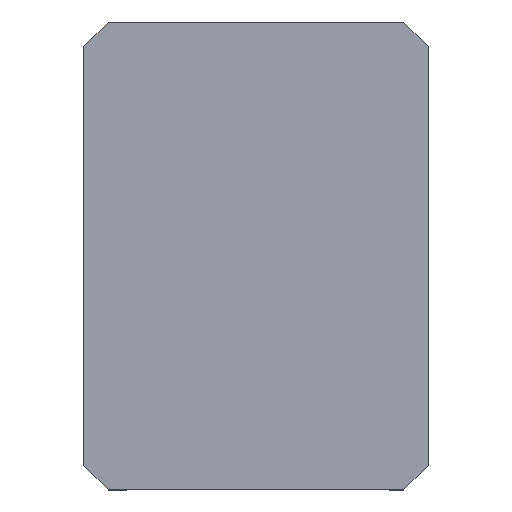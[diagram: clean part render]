
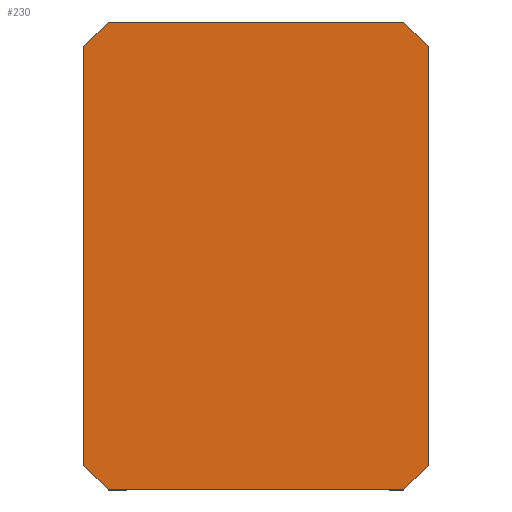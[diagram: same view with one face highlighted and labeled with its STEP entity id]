
A CAD part, top view. The second image highlights one B-rep face of the part: STEP entity #230.
In plain terms, the highlighted planar face has unit normal (0, 0, 1).
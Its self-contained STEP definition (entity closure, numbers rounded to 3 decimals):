
#199=AXIS2_PLACEMENT_3D('Plane Axis2P3D',#196,#197,#198) ;
#37=CARTESIAN_POINT('Line Origine',(32.5,45.,21.95)) ;
#41=CARTESIAN_POINT('Vertex',(30.,47.5,21.95)) ;
#43=CARTESIAN_POINT('Vertex',(35.,42.5,21.95)) ;
#83=CARTESIAN_POINT('Vertex',(-30.,47.5,21.95)) ;
#86=CARTESIAN_POINT('Line Origine',(0.,47.5,21.95)) ;
#119=CARTESIAN_POINT('Vertex',(-35.,42.5,21.95)) ;
#122=CARTESIAN_POINT('Line Origine',(-32.5,45.,21.95)) ;
#145=CARTESIAN_POINT('Vertex',(35.,-42.5,21.95)) ;
#153=CARTESIAN_POINT('Line Origine',(35.,0.,21.95)) ;
#176=CARTESIAN_POINT('Vertex',(30.,-47.5,21.95)) ;
#184=CARTESIAN_POINT('Line Origine',(32.5,-45.,21.95)) ;
#196=CARTESIAN_POINT('Axis2P3D Location',(0.,0.,21.95)) ;
#201=CARTESIAN_POINT('Line Origine',(0.,-47.5,21.95)) ;
#205=CARTESIAN_POINT('Vertex',(-30.,-47.5,21.95)) ;
#208=CARTESIAN_POINT('Line Origine',(-35.,0.,21.95)) ;
#212=CARTESIAN_POINT('Vertex',(-35.,-42.5,21.95)) ;
#215=CARTESIAN_POINT('Line Origine',(-32.5,-45.,21.95)) ;
#38=DIRECTION('Vector Direction',(0.707,-0.707,0.)) ;
#87=DIRECTION('Vector Direction',(1.,0.,0.)) ;
#123=DIRECTION('Vector Direction',(-0.707,-0.707,0.)) ;
#154=DIRECTION('Vector Direction',(0.,-1.,0.)) ;
#185=DIRECTION('Vector Direction',(0.707,0.707,0.)) ;
#197=DIRECTION('Axis2P3D Direction',(0.,0.,1.)) ;
#198=DIRECTION('Axis2P3D XDirection',(1.,0.,0.)) ;
#202=DIRECTION('Vector Direction',(-1.,0.,0.)) ;
#209=DIRECTION('Vector Direction',(0.,1.,0.)) ;
#216=DIRECTION('Vector Direction',(0.707,-0.707,0.)) ;
#39=VECTOR('Line Direction',#38,1.) ;
#88=VECTOR('Line Direction',#87,1.) ;
#124=VECTOR('Line Direction',#123,1.) ;
#155=VECTOR('Line Direction',#154,1.) ;
#186=VECTOR('Line Direction',#185,1.) ;
#203=VECTOR('Line Direction',#202,1.) ;
#210=VECTOR('Line Direction',#209,1.) ;
#217=VECTOR('Line Direction',#216,1.) ;
#221=ORIENTED_EDGE('',*,*,#207,.T.) ;
#222=ORIENTED_EDGE('',*,*,#188,.F.) ;
#223=ORIENTED_EDGE('',*,*,#157,.T.) ;
#224=ORIENTED_EDGE('',*,*,#45,.F.) ;
#225=ORIENTED_EDGE('',*,*,#90,.T.) ;
#226=ORIENTED_EDGE('',*,*,#126,.F.) ;
#227=ORIENTED_EDGE('',*,*,#214,.T.) ;
#228=ORIENTED_EDGE('',*,*,#219,.F.) ;
#230=ADVANCED_FACE('PartBody',(#229),#200,.T.) ;
#45=EDGE_CURVE('',#42,#44,#40,.T.) ;
#90=EDGE_CURVE('',#42,#84,#89,.F.) ;
#126=EDGE_CURVE('',#120,#84,#125,.F.) ;
#157=EDGE_CURVE('',#146,#44,#156,.F.) ;
#188=EDGE_CURVE('',#146,#177,#187,.F.) ;
#207=EDGE_CURVE('',#206,#177,#204,.F.) ;
#214=EDGE_CURVE('',#120,#213,#211,.F.) ;
#219=EDGE_CURVE('',#206,#213,#218,.F.) ;
#220=EDGE_LOOP('',(#221,#222,#223,#224,#225,#226,#227,#228)) ;
#229=FACE_OUTER_BOUND('',#220,.T.) ;
#40=LINE('Line',#37,#39) ;
#89=LINE('Line',#86,#88) ;
#125=LINE('Line',#122,#124) ;
#156=LINE('Line',#153,#155) ;
#187=LINE('Line',#184,#186) ;
#204=LINE('Line',#201,#203) ;
#211=LINE('Line',#208,#210) ;
#218=LINE('Line',#215,#217) ;
#200=PLANE('',#199) ;
#42=VERTEX_POINT('',#41) ;
#44=VERTEX_POINT('',#43) ;
#84=VERTEX_POINT('',#83) ;
#120=VERTEX_POINT('',#119) ;
#146=VERTEX_POINT('',#145) ;
#177=VERTEX_POINT('',#176) ;
#206=VERTEX_POINT('',#205) ;
#213=VERTEX_POINT('',#212) ;
